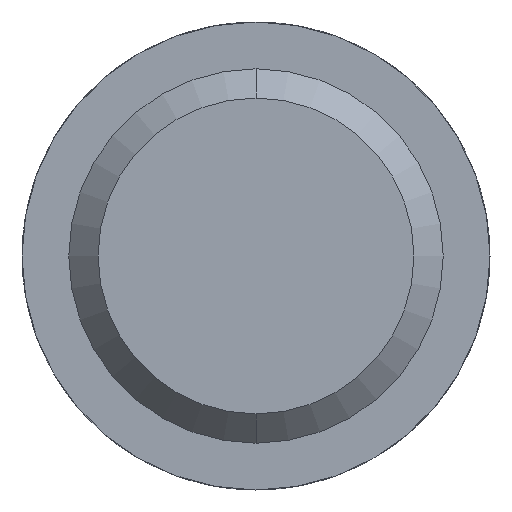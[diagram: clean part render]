
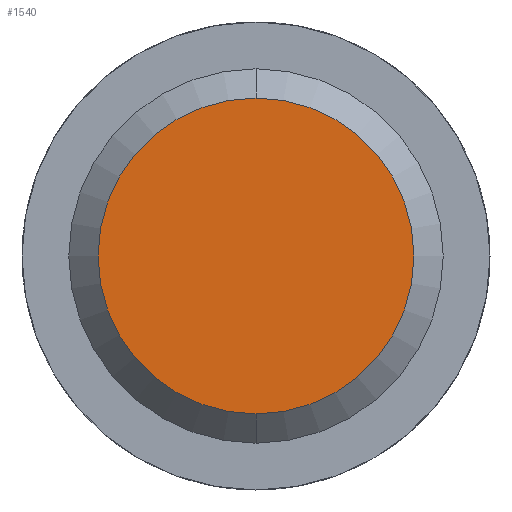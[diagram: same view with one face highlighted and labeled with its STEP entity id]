
A CAD part, front view. The second image highlights one B-rep face of the part: STEP entity #1540.
In plain terms, the highlighted planar face has unit normal (0, -1, 0).
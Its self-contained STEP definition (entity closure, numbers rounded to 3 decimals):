
#92 = ORIENTED_EDGE ( 'NONE', *, *, #926, .T. ) ;
#106 = DIRECTION ( 'NONE',  ( 0., 0., 1. ) ) ;
#135 = DIRECTION ( 'NONE',  ( 0., -1., 0. ) ) ;
#171 = AXIS2_PLACEMENT_3D ( 'NONE', #1496, #135, #706 ) ;
#342 = AXIS2_PLACEMENT_3D ( 'NONE', #2217, #1626, #106 ) ;
#450 = PLANE ( 'NONE',  #342 ) ;
#606 = CIRCLE ( 'NONE', #171, 5.4 ) ;
#706 = DIRECTION ( 'NONE',  ( 0., 0., 1. ) ) ;
#770 = AXIS2_PLACEMENT_3D ( 'NONE', #2223, #1490, #2001 ) ;
#868 = EDGE_LOOP ( 'NONE', ( #920, #92 ) ) ;
#920 = ORIENTED_EDGE ( 'NONE', *, *, #1344, .T. ) ;
#926 = EDGE_CURVE ( 'NONE', #1311, #2370, #1910, .T. ) ;
#1311 = VERTEX_POINT ( 'NONE', #2066 ) ;
#1344 = EDGE_CURVE ( 'NONE', #2370, #1311, #606, .T. ) ;
#1490 = DIRECTION ( 'NONE',  ( 0., -1., 0. ) ) ;
#1496 = CARTESIAN_POINT ( 'NONE',  ( 0., -40., 0. ) ) ;
#1540 = ADVANCED_FACE ( 'NONE', ( #2196 ), #450, .F. ) ;
#1626 = DIRECTION ( 'NONE',  ( 0., 1., 0. ) ) ;
#1910 = CIRCLE ( 'NONE', #770, 5.4 ) ;
#2001 = DIRECTION ( 'NONE',  ( 0., 0., 1. ) ) ;
#2066 = CARTESIAN_POINT ( 'NONE',  ( 0., -40., -5.4 ) ) ;
#2194 = CARTESIAN_POINT ( 'NONE',  ( 0., -40., 5.4 ) ) ;
#2196 = FACE_OUTER_BOUND ( 'NONE', #868, .T. ) ;
#2217 = CARTESIAN_POINT ( 'NONE',  ( 6.4, -40., 0. ) ) ;
#2223 = CARTESIAN_POINT ( 'NONE',  ( 0., -40., 0. ) ) ;
#2370 = VERTEX_POINT ( 'NONE', #2194 ) ;
